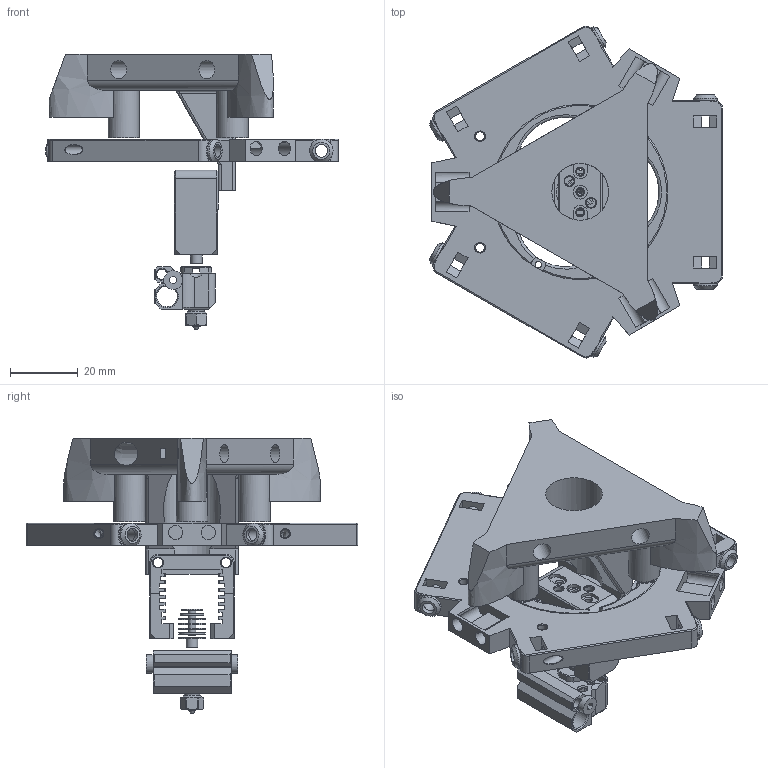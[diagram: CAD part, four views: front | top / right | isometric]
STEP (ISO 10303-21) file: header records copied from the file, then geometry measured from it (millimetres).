
FILE_DESCRIPTION(/* description */ (''),/* implementation_level */ '2;1');
FILE_NAME(/* name */ 'Effector_Tool.step',/* time_stamp */ '2022-08-19T01:17:39-04:00',/* author */ (''),/* organization */ (''),/* preprocessor_version */ 'ST-DEVELOPER v19',/* originating_system */ 'Autodesk Translation Framework v11.7.0.108',/* authorisation */ '');
FILE_SCHEMA (('AUTOMOTIVE_DESIGN { 1 0 10303 214 3 1 1 }'));
Length unit declared in the file: millimetre
Products named in the file (4): Effector_Tool; Effector; Tool 1; Mosquito
Assembly tree (3 placements, depth 2):
  Effector_Tool
    Effector
    Tool 1
    Mosquito
Bounding box: 86.35 x 97.84 x 81.08 mm (x, y, z)
Volume: 52911.9 mm3; surface area: 40161.5 mm2
Topology: 3 solids, 17 shells, 905 faces, 2529 edges, 1646 vertices
Faces by surface type: plane 435, cylinder 216, bspline 147, cone 71, torus 36
Full cylindrical faces by diameter (mm): 0.4 x1, 1.1 x2, 1.6 x4, 1.8 x3, 1.9 x2, 1.95 x1, 2 x4, 2.05 x4, 2.18 x1, 2.19 x1, 2.576 x2, 2.7 x2, 2.8 x4, 2.806 x4, 3.1 x6, 3.2 x2, 3.4 x1, 3.68 x12, 3.8 x3, 4.1 x1, 4.2 x6, 4.9 x2, 5.4 x2, 5.5 x2, 6 x1, 6.03 x2, 6.2 x1, 7 x1, 7.6 x3, 7.8 x5
Entity records: 34305 total; most frequent: CARTESIAN_POINT 11422, ORIENTED_EDGE 4919, DIRECTION 4317, EDGE_CURVE 2512, VERTEX_POINT 1646, AXIS2_PLACEMENT_3D 1455, LINE 1407, VECTOR 1407
